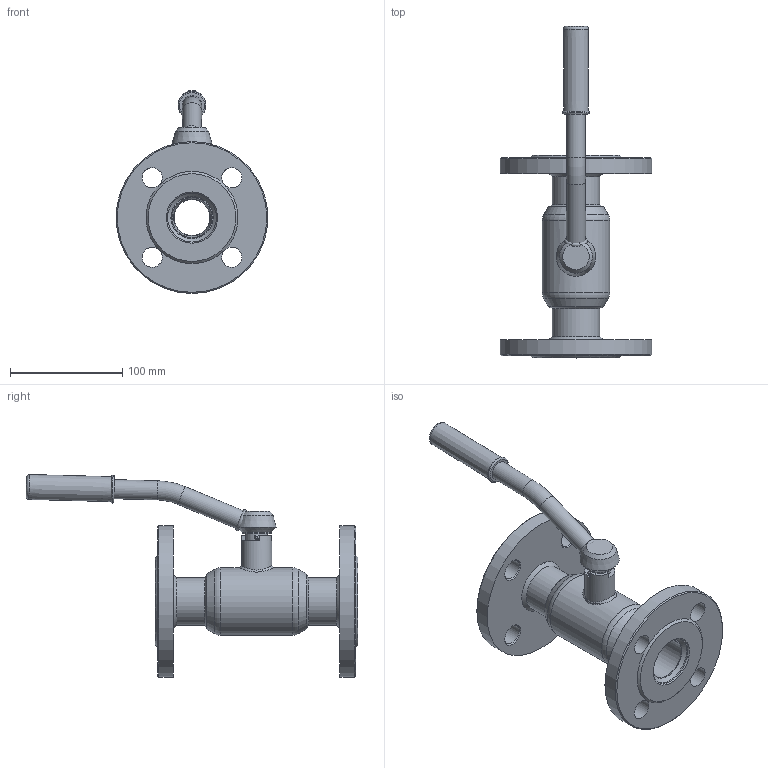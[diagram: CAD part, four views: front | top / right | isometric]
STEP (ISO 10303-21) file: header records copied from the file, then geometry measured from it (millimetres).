
FILE_DESCRIPTION(('TFLEX Exchange Step'),'2;1');
FILE_NAME('065N0315GR1 - Кран шаровой Premium DN32.stp', '2023-09-11T12:28:14+03:00',('RUCO3277'),('Unknown organisation'),'TFLEX Exchange 2022.1','T-FLEX CAD','Unknown authorisation');
FILE_SCHEMA( ('AUTOMOTIVE_DESIGN { 1 0 10303 214 1 1 1 1 }') );
Length unit declared in the file: millimetre
Products named in the file (1): Nodes
Bounding box: 135 x 294.94 x 180.44 mm (x, y, z)
Volume: 516448.1 mm3; surface area: 186608.1 mm2
Topology: 21 solids, 21 shells, 193 faces, 437 edges, 269 vertices
Faces by surface type: cylinder 49, plane 48, cone 39, torus 36, bspline 21
Full cylindrical faces by diameter (mm): 4 x2, 4.1 x2, 11.4 x2, 12 x2, 12.1 x1, 12.6 x2, 14 x4, 15 x1, 17 x2, 17.2 x1, 18 x8, 19 x1, 26 x1, 27 x1, 27.4 x1, 31.8 x2, 35.9 x2, 35.95 x2, 38.2 x2, 42.3 x2, 43.5 x2, 53 x1, 60 x1, 135 x2
Entity records: 9292 total; most frequent: CARTESIAN_POINT 4828, DIRECTION 987, ORIENTED_EDGE 828, AXIS2_PLACEMENT_3D 437, EDGE_CURVE 414, VERTEX_POINT 269, CIRCLE 260, EDGE_LOOP 257
